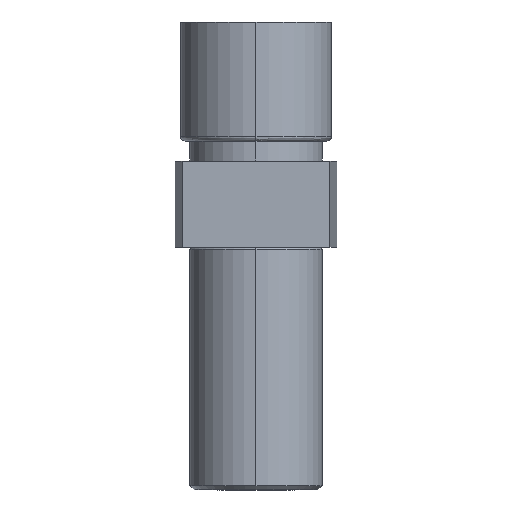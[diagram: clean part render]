
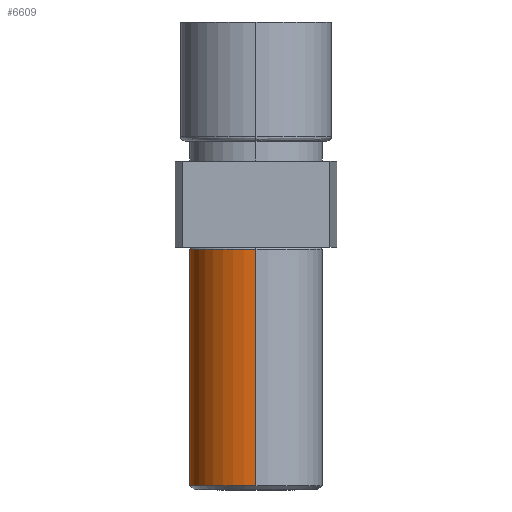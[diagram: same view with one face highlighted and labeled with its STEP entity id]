
A CAD part, left-side view. The second image highlights one B-rep face of the part: STEP entity #6609.
In plain terms, the highlighted cylindrical face has radius 3 mm (diameter 6 mm), a partial arc.
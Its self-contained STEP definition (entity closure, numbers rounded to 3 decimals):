
#1150 = CARTESIAN_POINT ( 'NONE',  ( -48.062, 0., -4.8 ) ) ;
#1160 = CYLINDRICAL_SURFACE ( 'NONE', #7968, 3. ) ;
#1172 = FACE_OUTER_BOUND ( 'NONE', #4867, .T. ) ;
#1183 = DIRECTION ( 'NONE',  ( -1., 0., 0. ) ) ;
#1187 = DIRECTION ( 'NONE',  ( 0., 0., -1. ) ) ;
#1738 = CARTESIAN_POINT ( 'NONE',  ( -51.062, 0., -15.6 ) ) ;
#1740 = CARTESIAN_POINT ( 'NONE',  ( -45.062, 0., -4.9 ) ) ;
#1782 = CARTESIAN_POINT ( 'NONE',  ( -45.062, 0., -15.6 ) ) ;
#1799 = CARTESIAN_POINT ( 'NONE',  ( -48.062, 3., -15.6 ) ) ;
#1828 = CARTESIAN_POINT ( 'NONE',  ( -51.062, 0., -4.9 ) ) ;
#2853 = DIRECTION ( 'NONE',  ( 0., 0., 1. ) ) ;
#2861 = CARTESIAN_POINT ( 'NONE',  ( -48.062, 0., -15.6 ) ) ;
#2869 = DIRECTION ( 'NONE',  ( -1., 0., 0. ) ) ;
#2910 = DIRECTION ( 'NONE',  ( 0., 0., 1. ) ) ;
#2923 = CARTESIAN_POINT ( 'NONE',  ( -48.062, 0., -4.9 ) ) ;
#2947 = DIRECTION ( 'NONE',  ( -1., 0., 0. ) ) ;
#3003 = LINE ( 'NONE', #3016, #7737 ) ;
#3014 = DIRECTION ( 'NONE',  ( 0., 0., -1. ) ) ;
#3016 = CARTESIAN_POINT ( 'NONE',  ( -45.062, 0., -4.8 ) ) ;
#3025 = CARTESIAN_POINT ( 'NONE',  ( -48.062, 0., -15.6 ) ) ;
#3030 = DIRECTION ( 'NONE',  ( 0., 0., 1. ) ) ;
#3036 = DIRECTION ( 'NONE',  ( -1., 0., 0. ) ) ;
#3122 = DIRECTION ( 'NONE',  ( 0., 0., -1. ) ) ;
#3138 = LINE ( 'NONE', #3139, #7817 ) ;
#3139 = CARTESIAN_POINT ( 'NONE',  ( -51.062, 0., -4.8 ) ) ;
#3392 = ORIENTED_EDGE ( 'NONE', *, *, #6343, .F. ) ;
#3416 = ORIENTED_EDGE ( 'NONE', *, *, #6188, .T. ) ;
#3429 = ORIENTED_EDGE ( 'NONE', *, *, #6235, .F. ) ;
#3441 = ORIENTED_EDGE ( 'NONE', *, *, #6282, .T. ) ;
#3490 = ORIENTED_EDGE ( 'NONE', *, *, #6279, .T. ) ;
#4867 = EDGE_LOOP ( 'NONE', ( #3429, #3490, #3416, #3441, #3392 ) ) ;
#5012 = VERTEX_POINT ( 'NONE', #1738 ) ;
#5022 = VERTEX_POINT ( 'NONE', #1740 ) ;
#5029 = VERTEX_POINT ( 'NONE', #1782 ) ;
#5076 = VERTEX_POINT ( 'NONE', #1799 ) ;
#5093 = VERTEX_POINT ( 'NONE', #1828 ) ;
#6188 = EDGE_CURVE ( 'NONE', #5029, #5076, #7647, .T. ) ;
#6235 = EDGE_CURVE ( 'NONE', #5022, #5093, #7738, .T. ) ;
#6279 = EDGE_CURVE ( 'NONE', #5022, #5029, #3003, .T. ) ;
#6282 = EDGE_CURVE ( 'NONE', #5076, #5012, #7725, .T. ) ;
#6343 = EDGE_CURVE ( 'NONE', #5093, #5012, #3138, .T. ) ;
#6609 = ADVANCED_FACE ( 'NONE', ( #1172 ), #1160, .T. ) ;
#7647 = CIRCLE ( 'NONE', #7648, 3. ) ;
#7648 = AXIS2_PLACEMENT_3D ( 'NONE', #2861, #2853, #2869 ) ;
#7725 = CIRCLE ( 'NONE', #7748, 3. ) ;
#7737 = VECTOR ( 'NONE', #3014, 1000. ) ;
#7738 = CIRCLE ( 'NONE', #7746, 3. ) ;
#7746 = AXIS2_PLACEMENT_3D ( 'NONE', #2923, #2910, #2947 ) ;
#7748 = AXIS2_PLACEMENT_3D ( 'NONE', #3025, #3030, #3036 ) ;
#7817 = VECTOR ( 'NONE', #3122, 1000. ) ;
#7968 = AXIS2_PLACEMENT_3D ( 'NONE', #1150, #1187, #1183 ) ;
